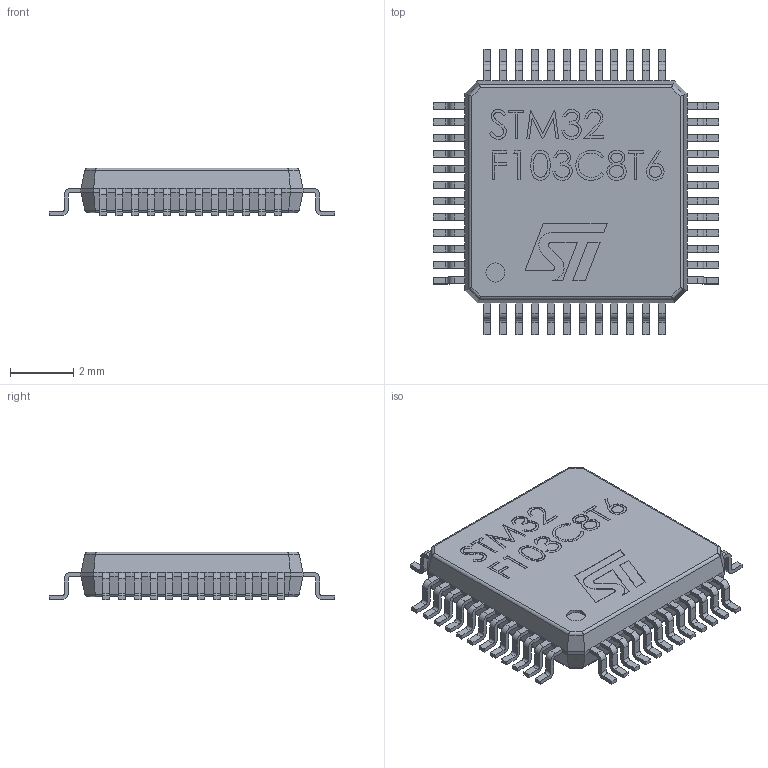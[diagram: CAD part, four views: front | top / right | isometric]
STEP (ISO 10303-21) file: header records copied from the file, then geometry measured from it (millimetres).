
FILE_DESCRIPTION(/* description */ ('48L LQFP, 7.00 x 7.00 x 1.40mm body size Pitch 0.5 mm'),/* implementation_level */ '2;1');
FILE_NAME(/* name */ 'STM32F103.stp',/* time_stamp */ '2020-05-12T16:33:41-04:00',/* author */ ('Keven'),/* organization */ (''),/* preprocessor_version */ 'ST-DEVELOPER v17',/* originating_system */ 'Autodesk Inventor 2019',/* authorisation */ '');
FILE_SCHEMA (('AUTOMOTIVE_DESIGN { 1 0 10303 214 3 1 1 }'));
Length unit declared in the file: millimetre
Products named in the file (1): Part1
Bounding box: 9 x 9 x 1.5 mm (x, y, z)
Volume: 67.8 mm3; surface area: 181.2 mm2
Topology: 1 solids, 1 shells, 911 faces, 2442 edges, 1554 vertices
Faces by surface type: plane 605, cylinder 209, bspline 97
Full cylindrical faces by diameter (mm): 0.6 x1
Entity records: 33405 total; most frequent: CARTESIAN_POINT 10701, ORIENTED_EDGE 4884, DIRECTION 4282, EDGE_CURVE 2442, LINE 1844, VECTOR 1844, VERTEX_POINT 1554, AXIS2_PLACEMENT_3D 1219
